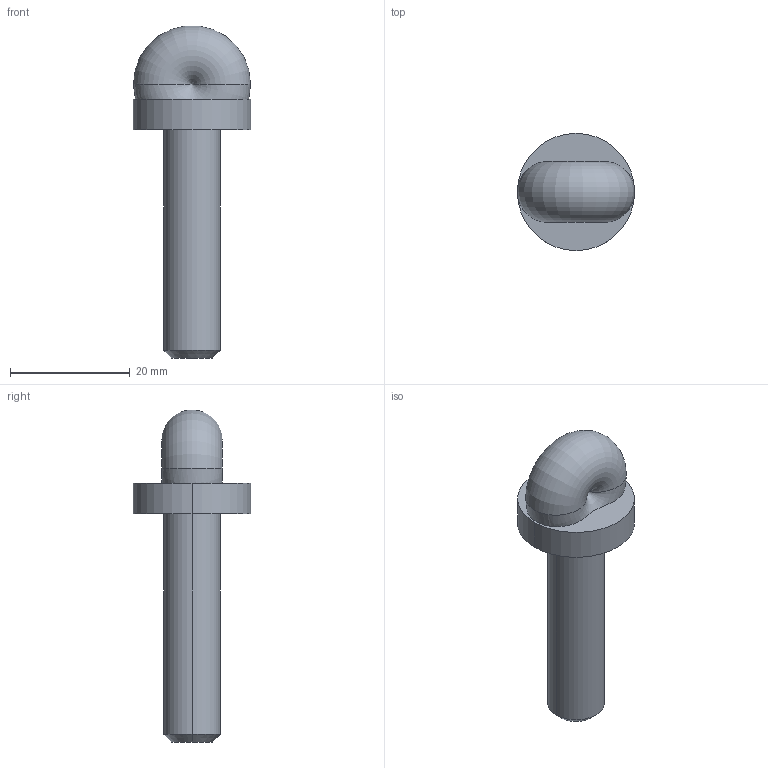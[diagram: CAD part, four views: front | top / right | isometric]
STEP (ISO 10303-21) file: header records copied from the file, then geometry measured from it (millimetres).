
FILE_DESCRIPTION (( 'STEP AP203' ), '1' );
FILE_NAME ('Assembly Pin.STEP', '2024-04-30T17:35:06', ( '' ), ( '' ), 'SwSTEP 2.0', 'SolidWorks 2022', '' );
FILE_SCHEMA (( 'CONFIG_CONTROL_DESIGN' ));
Length unit declared in the file: inch
Products named in the file (1): Assembly Pin
Bounding box: 19.56 x 19.56 x 55.43 mm (x, y, z)
Volume: 5760.9 mm3; surface area: 2458 mm2
Topology: 1 solids, 1 shells, 11 faces, 24 edges, 14 vertices
Faces by surface type: cylinder 4, plane 3, cone 2, torus 2
Entity records: 469 total; most frequent: CARTESIAN_POINT 158, DIRECTION 54, ORIENTED_EDGE 40, AXIS2_PLACEMENT_3D 24, EDGE_CURVE 20, EDGE_LOOP 14, VERTEX_POINT 14, CIRCLE 12
